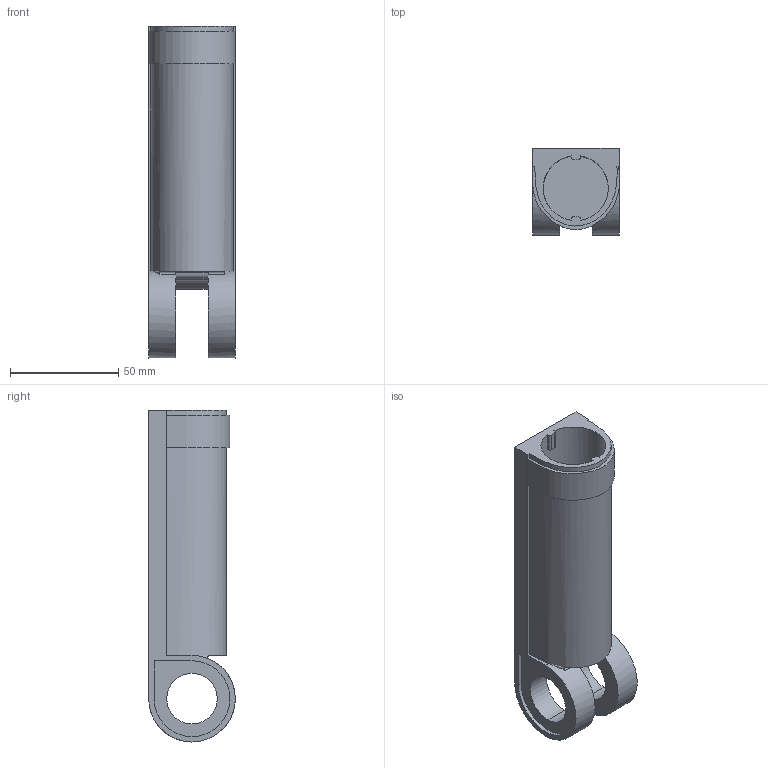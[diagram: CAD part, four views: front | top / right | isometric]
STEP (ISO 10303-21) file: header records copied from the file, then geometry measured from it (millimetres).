
FILE_DESCRIPTION (( 'STEP AP214' ), '1' );
FILE_NAME ('arm-barrel-x2.STEP', '2024-04-24T07:28:28', ( '' ), ( '' ), 'SwSTEP 2.0', 'SolidWorks 2023', '' );
FILE_SCHEMA (( 'AUTOMOTIVE_DESIGN' ));
Length unit declared in the file: millimetre
Products named in the file (1): arm-barrel-x2
Bounding box: 40.16 x 40 x 153.33 mm (x, y, z)
Volume: 83876.8 mm3; surface area: 35807 mm2
Topology: 1 solids, 1 shells, 53 faces, 144 edges, 96 vertices
Faces by surface type: plane 27, cylinder 23, bspline 3
Entity records: 1851 total; most frequent: CARTESIAN_POINT 459, ORIENTED_EDGE 288, DIRECTION 284, EDGE_CURVE 144, AXIS2_PLACEMENT_3D 101, VERTEX_POINT 96, LINE 82, VECTOR 82
